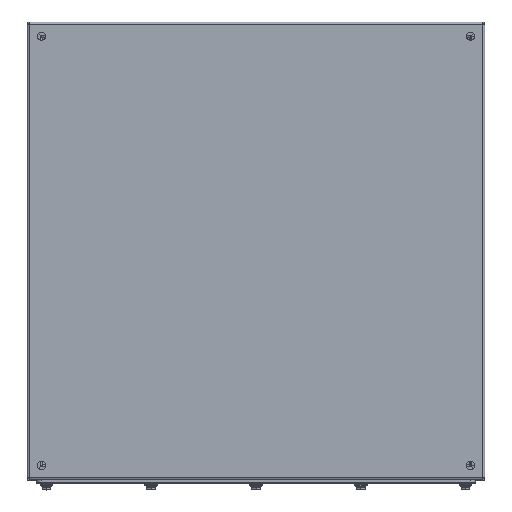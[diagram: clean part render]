
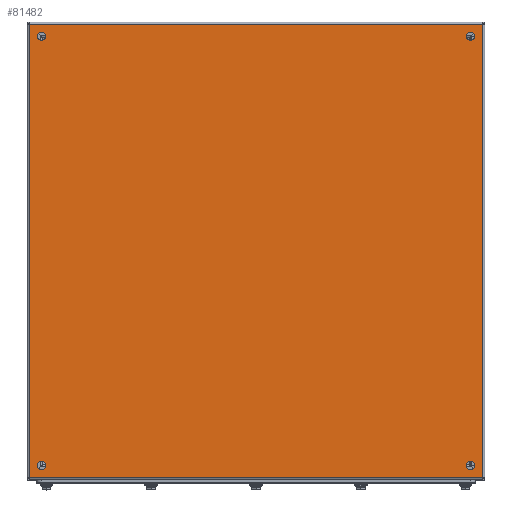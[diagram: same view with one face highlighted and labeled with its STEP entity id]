
A CAD part, top view. The second image highlights one B-rep face of the part: STEP entity #81482.
In plain terms, the highlighted planar face has unit normal (0, 0, 1).
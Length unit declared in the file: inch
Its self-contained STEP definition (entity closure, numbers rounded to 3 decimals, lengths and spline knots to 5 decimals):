
#1939 = AXIS2_PLACEMENT_3D ( 'NONE', #61416, #62087, #73656 ) ;
#6202 = FACE_BOUND ( 'NONE', #43220, .T. ) ;
#7267 = DIRECTION ( 'NONE',  ( 0., -1., 0. ) ) ;
#8662 = EDGE_CURVE ( 'NONE', #129815, #20565, #66215, .T. ) ;
#13087 = VECTOR ( 'NONE', #7267, 39.37008 ) ;
#13519 = EDGE_CURVE ( 'NONE', #25355, #25355, #15899, .T. ) ;
#13736 = ORIENTED_EDGE ( 'NONE', *, *, #61298, .T. ) ;
#15899 = CIRCLE ( 'NONE', #134207, 0.21875 ) ;
#17176 = FACE_BOUND ( 'NONE', #121752, .T. ) ;
#20565 = VERTEX_POINT ( 'NONE', #107529 ) ;
#21370 = DIRECTION ( 'NONE',  ( 0., 0., -1. ) ) ;
#24651 = CARTESIAN_POINT ( 'NONE',  ( -4.00413, 23.75412, 6.9175 ) ) ;
#25355 = VERTEX_POINT ( 'NONE', #79604 ) ;
#26097 = AXIS2_PLACEMENT_3D ( 'NONE', #110043, #55275, #86690 ) ;
#26100 = CARTESIAN_POINT ( 'NONE',  ( -3.59375, 23.125, 6.9175 ) ) ;
#26292 = ORIENTED_EDGE ( 'NONE', *, *, #133959, .F. ) ;
#28273 = FACE_BOUND ( 'NONE', #128277, .T. ) ;
#29073 = DIRECTION ( 'NONE',  ( 0., 1., 0. ) ) ;
#29318 = LINE ( 'NONE', #121148, #13087 ) ;
#29616 = AXIS2_PLACEMENT_3D ( 'NONE', #70558, #82157, #102034 ) ;
#30417 = LINE ( 'NONE', #38026, #56689 ) ;
#31040 = VECTOR ( 'NONE', #89345, 39.37008 ) ;
#38026 = CARTESIAN_POINT ( 'NONE',  ( -4.00412, 11.875, 6.9175 ) ) ;
#42132 = CIRCLE ( 'NONE', #92398, 0.21875 ) ;
#43220 = EDGE_LOOP ( 'NONE', ( #13736 ) ) ;
#43262 = ORIENTED_EDGE ( 'NONE', *, *, #13519, .T. ) ;
#44624 = ORIENTED_EDGE ( 'NONE', *, *, #132798, .F. ) ;
#45623 = CARTESIAN_POINT ( 'NONE',  ( 7.875, -0.00412, 6.9175 ) ) ;
#47512 = ORIENTED_EDGE ( 'NONE', *, *, #54582, .F. ) ;
#50905 = EDGE_CURVE ( 'NONE', #118862, #118862, #59117, .T. ) ;
#52303 = CARTESIAN_POINT ( 'NONE',  ( 18.90625, 0.625, 6.9175 ) ) ;
#53337 = ORIENTED_EDGE ( 'NONE', *, *, #8662, .F. ) ;
#53408 = DIRECTION ( 'NONE',  ( 1., 0., 0. ) ) ;
#54582 = EDGE_CURVE ( 'NONE', #77498, #104093, #115136, .T. ) ;
#55275 = DIRECTION ( 'NONE',  ( 0., 0., -1. ) ) ;
#56689 = VECTOR ( 'NONE', #29073, 39.37008 ) ;
#59117 = CIRCLE ( 'NONE', #26097, 0.21875 ) ;
#59524 = CARTESIAN_POINT ( 'NONE',  ( 19.75413, 23.75413, 6.9175 ) ) ;
#61298 = EDGE_CURVE ( 'NONE', #62679, #62679, #42132, .T. ) ;
#61416 = CARTESIAN_POINT ( 'NONE',  ( 7.875, 11.875, 6.9175 ) ) ;
#62087 = DIRECTION ( 'NONE',  ( 0., 0., -1. ) ) ;
#62679 = VERTEX_POINT ( 'NONE', #52303 ) ;
#63241 = EDGE_LOOP ( 'NONE', ( #128561 ) ) ;
#66215 = LINE ( 'NONE', #45623, #31040 ) ;
#70079 = EDGE_CURVE ( 'NONE', #98150, #98150, #112837, .T. ) ;
#70558 = CARTESIAN_POINT ( 'NONE',  ( -3.375, 23.125, 6.9175 ) ) ;
#72648 = CARTESIAN_POINT ( 'NONE',  ( 7.875, 23.75413, 6.9175 ) ) ;
#73656 = DIRECTION ( 'NONE',  ( -1., 0., 0. ) ) ;
#77498 = VERTEX_POINT ( 'NONE', #24651 ) ;
#78395 = FACE_OUTER_BOUND ( 'NONE', #102753, .T. ) ;
#79604 = CARTESIAN_POINT ( 'NONE',  ( -3.59375, 0.625, 6.9175 ) ) ;
#81482 = ADVANCED_FACE ( 'NONE', ( #17176, #120126, #28273, #6202, #78395 ), #84551, .F. ) ;
#81698 = DIRECTION ( 'NONE',  ( 0., 0., -1. ) ) ;
#82157 = DIRECTION ( 'NONE',  ( 0., 0., -1. ) ) ;
#84551 = PLANE ( 'NONE',  #1939 ) ;
#86690 = DIRECTION ( 'NONE',  ( -1., 0., 0. ) ) ;
#89345 = DIRECTION ( 'NONE',  ( -1., 0., 0. ) ) ;
#89874 = CARTESIAN_POINT ( 'NONE',  ( 19.125, 0.625, 6.9175 ) ) ;
#92398 = AXIS2_PLACEMENT_3D ( 'NONE', #89874, #81698, #102252 ) ;
#98150 = VERTEX_POINT ( 'NONE', #26100 ) ;
#102034 = DIRECTION ( 'NONE',  ( -1., 0., 0. ) ) ;
#102252 = DIRECTION ( 'NONE',  ( -1., 0., 0. ) ) ;
#102753 = EDGE_LOOP ( 'NONE', ( #26292, #47512, #44624, #53337 ) ) ;
#102892 = ORIENTED_EDGE ( 'NONE', *, *, #70079, .T. ) ;
#104093 = VERTEX_POINT ( 'NONE', #59524 ) ;
#106478 = DIRECTION ( 'NONE',  ( -1., 0., 0. ) ) ;
#107529 = CARTESIAN_POINT ( 'NONE',  ( -4.00412, -0.00413, 6.9175 ) ) ;
#110043 = CARTESIAN_POINT ( 'NONE',  ( 19.125, 23.125, 6.9175 ) ) ;
#112837 = CIRCLE ( 'NONE', #29616, 0.21875 ) ;
#115136 = LINE ( 'NONE', #72648, #119379 ) ;
#116267 = CARTESIAN_POINT ( 'NONE',  ( 19.75413, -0.00412, 6.9175 ) ) ;
#118862 = VERTEX_POINT ( 'NONE', #130462 ) ;
#119379 = VECTOR ( 'NONE', #53408, 39.37008 ) ;
#120126 = FACE_BOUND ( 'NONE', #63241, .T. ) ;
#121148 = CARTESIAN_POINT ( 'NONE',  ( 19.75413, 11.875, 6.9175 ) ) ;
#121752 = EDGE_LOOP ( 'NONE', ( #102892 ) ) ;
#126306 = CARTESIAN_POINT ( 'NONE',  ( -3.375, 0.625, 6.9175 ) ) ;
#128277 = EDGE_LOOP ( 'NONE', ( #43262 ) ) ;
#128561 = ORIENTED_EDGE ( 'NONE', *, *, #50905, .T. ) ;
#129815 = VERTEX_POINT ( 'NONE', #116267 ) ;
#130462 = CARTESIAN_POINT ( 'NONE',  ( 18.90625, 23.125, 6.9175 ) ) ;
#132798 = EDGE_CURVE ( 'NONE', #20565, #77498, #30417, .T. ) ;
#133959 = EDGE_CURVE ( 'NONE', #104093, #129815, #29318, .T. ) ;
#134207 = AXIS2_PLACEMENT_3D ( 'NONE', #126306, #21370, #106478 ) ;
